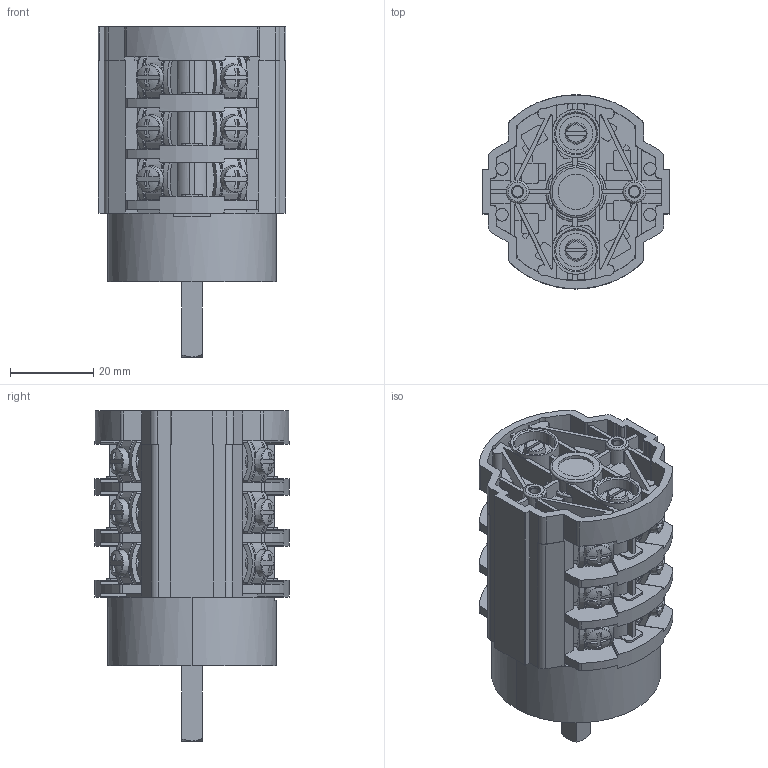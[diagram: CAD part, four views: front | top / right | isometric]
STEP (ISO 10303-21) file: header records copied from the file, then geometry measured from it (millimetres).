
FILE_DESCRIPTION((''),'2;1');
FILE_NAME('CAV2_12_26_3B_P_SW0001','2015-06-03T',('mangiapr'),(''),'PRO/ENGINEER BY PARAMETRIC TECHNOLOGY CORPORATION, 2011080','PRO/ENGINEER BY PARAMETRIC TECHNOLOGY CORPORATION, 2011080','');
FILE_SCHEMA(('CONFIG_CONTROL_DESIGN'));
Length unit declared in the file: millimetre
Products named in the file (1): CAV2_12_26_3B_P_SW0001
Bounding box: 45 x 46.5 x 79.1 mm (x, y, z)
Volume: 76727.4 mm3; surface area: 25169.2 mm2
Topology: 5 solids, 5 shells, 1622 faces, 4498 edges, 2919 vertices
Faces by surface type: plane 894, cylinder 422, cone 184, torus 90, sphere 24, bspline 8
Entity records: 56990 total; most frequent: CARTESIAN_POINT 15461, ORIENTED_EDGE 8992, DIRECTION 8412, EDGE_CURVE 4496, VERTEX_POINT 2919, AXIS2_PLACEMENT_3D 2906, VECTOR 2600, LINE 2600
